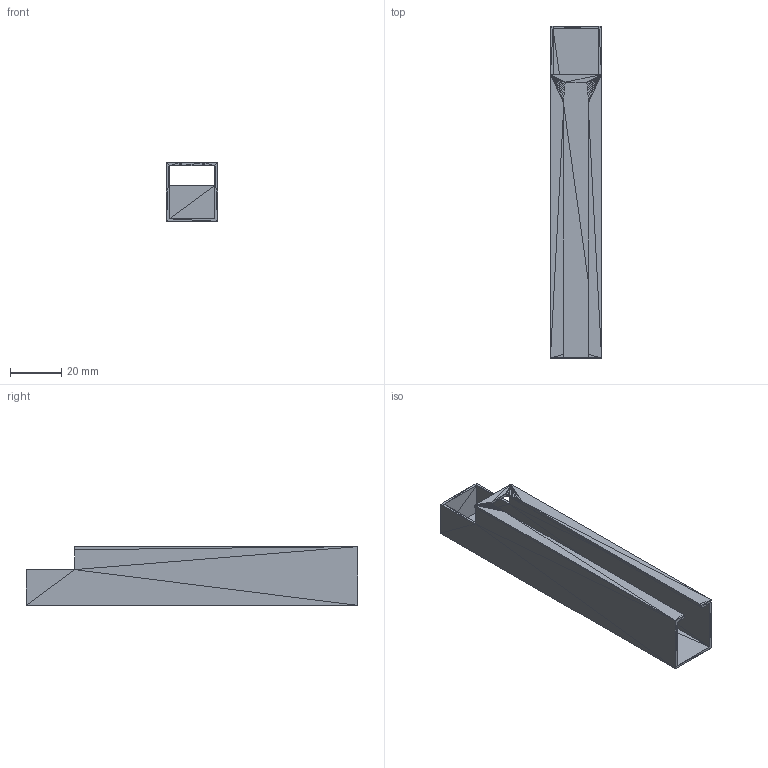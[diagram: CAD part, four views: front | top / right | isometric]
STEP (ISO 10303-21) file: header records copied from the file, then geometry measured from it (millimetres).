
FILE_DESCRIPTION((''),'2;1');
FILE_NAME('DRZAK RINGU', '2026-01-25T10:41:19', (''), (''), 'ImageToStl.com STEP Converter','', '');
FILE_SCHEMA(('AUTOMOTIVE_DESIGN_CC2'));
Length unit declared in the file: metre
Products named in the file (1): product0
Bounding box: 20 x 130.01 x 23 mm (x, y, z)
Surface area: 18766.6 mm2 (no closed solid volume)
Topology: 0 solids, 186 shells, 186 faces, 558 edges, 93 vertices
Faces by surface type: plane 186
Entity records: 4306 total; most frequent: DIRECTION 932, ORIENTED_EDGE 558, EDGE_CURVE 558, LINE 558, VECTOR 558, AXIS2_PLACEMENT_3D 187, FACE_SURFACE 186, PLANE 186
